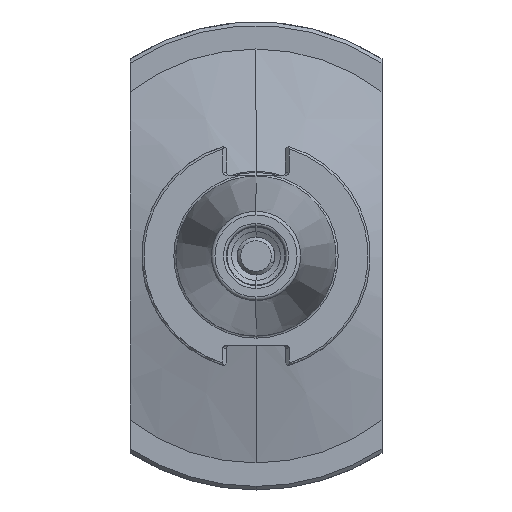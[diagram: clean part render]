
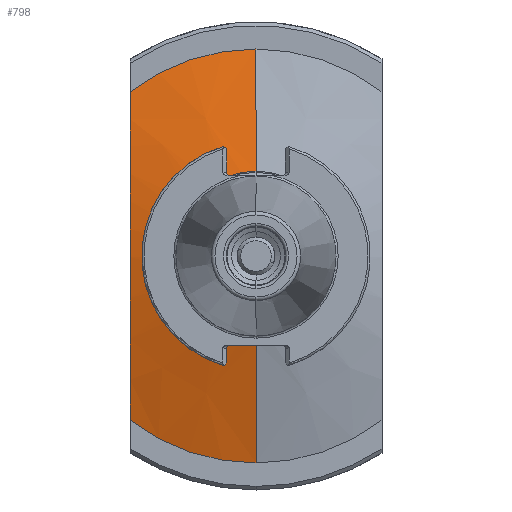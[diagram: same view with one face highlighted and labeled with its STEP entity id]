
A CAD part, left-side view. The second image highlights one B-rep face of the part: STEP entity #798.
In plain terms, the highlighted conical face has half-angle 75 degrees and reference radius 57.5 mm.
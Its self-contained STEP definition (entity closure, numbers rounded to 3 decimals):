
#313 = LINE ( 'NONE', #20487, #957 ) ;
#376 = CARTESIAN_POINT ( 'NONE',  ( 44.1, 0., -57.5 ) ) ;
#798 = ADVANCED_FACE ( 'NONE', ( #13740 ), #13098, .T. ) ;
#957 = VECTOR ( 'NONE', #14191, 1000. ) ;
#1135 = AXIS2_PLACEMENT_3D ( 'NONE', #20872, #20777, #20688 ) ;
#1272 = CARTESIAN_POINT ( 'NONE',  ( 39.62, 35., 20.993 ) ) ;
#1372 = CARTESIAN_POINT ( 'NONE',  ( 41.125, 35., -30.576 ) ) ;
#1956 = CIRCLE ( 'NONE', #24417, 57.5 ) ;
#2647 = CIRCLE ( 'NONE', #24784, 57.5 ) ;
#2962 = CARTESIAN_POINT ( 'NONE',  ( 35., 0., -23.538 ) ) ;
#3334 = EDGE_CURVE ( 'NONE', #3507, #12221, #25734, .T. ) ;
#3362 = CARTESIAN_POINT ( 'NONE',  ( 39.024, 35., 16.193 ) ) ;
#3442 = CARTESIAN_POINT ( 'NONE',  ( 43.302, 35., -41.865 ) ) ;
#3507 = VERTEX_POINT ( 'NONE', #2962 ) ;
#3803 = CARTESIAN_POINT ( 'NONE',  ( 44.1, 35., 45.621 ) ) ;
#4470 = VERTEX_POINT ( 'NONE', #19191 ) ;
#4899 = EDGE_CURVE ( 'NONE', #12221, #23767, #313, .T. ) ;
#5359 = CARTESIAN_POINT ( 'NONE',  ( 43.3, 35., 41.858 ) ) ;
#5443 = CARTESIAN_POINT ( 'NONE',  ( 38.723, 35., 13.3 ) ) ;
#6656 = CARTESIAN_POINT ( 'NONE',  ( 35., 0., 23.538 ) ) ;
#7419 = ORIENTED_EDGE ( 'NONE', *, *, #18954, .T. ) ;
#7452 = CARTESIAN_POINT ( 'NONE',  ( 44.1, 35., 45.621 ) ) ;
#7468 = EDGE_CURVE ( 'NONE', #20782, #4470, #1956, .T. ) ;
#7557 = CARTESIAN_POINT ( 'NONE',  ( 38.233, 35., 7.496 ) ) ;
#7984 = AXIS2_PLACEMENT_3D ( 'NONE', #20745, #8284, #22818 ) ;
#8284 = DIRECTION ( 'NONE',  ( 1., 0., 0. ) ) ;
#8566 = LINE ( 'NONE', #26225, #18996 ) ;
#8979 = ORIENTED_EDGE ( 'NONE', *, *, #21617, .F. ) ;
#9615 = CARTESIAN_POINT ( 'NONE',  ( 38.077, 35., -4.029 ) ) ;
#10803 = CARTESIAN_POINT ( 'NONE',  ( 44.1, 0., 0. ) ) ;
#10960 = CARTESIAN_POINT ( 'NONE',  ( 44.1, 0., 0. ) ) ;
#11610 = CARTESIAN_POINT ( 'NONE',  ( 42.534, 35., 38.088 ) ) ;
#11701 = CARTESIAN_POINT ( 'NONE',  ( 38.899, 35., -15.456 ) ) ;
#12221 = VERTEX_POINT ( 'NONE', #6656 ) ;
#12910 = DIRECTION ( 'NONE',  ( 0., 0., -1. ) ) ;
#13069 = DIRECTION ( 'NONE',  ( 0., 0., -1. ) ) ;
#13098 = CONICAL_SURFACE ( 'NONE', #1135, 57.5, 1.309 ) ;
#13157 = ORIENTED_EDGE ( 'NONE', *, *, #14857, .F. ) ;
#13717 = CARTESIAN_POINT ( 'NONE',  ( 40.461, 35., 26.722 ) ) ;
#13740 = FACE_OUTER_BOUND ( 'NONE', #22793, .T. ) ;
#13805 = CARTESIAN_POINT ( 'NONE',  ( 40.475, 35., -26.805 ) ) ;
#14191 = DIRECTION ( 'NONE',  ( 0.259, 0., 0.966 ) ) ;
#14857 = EDGE_CURVE ( 'NONE', #16218, #23767, #2647, .T. ) ;
#15800 = CARTESIAN_POINT ( 'NONE',  ( 39.364, 35., 19.077 ) ) ;
#15888 = CARTESIAN_POINT ( 'NONE',  ( 42.538, 35., -38.106 ) ) ;
#16136 = ORIENTED_EDGE ( 'NONE', *, *, #7468, .F. ) ;
#16218 = VERTEX_POINT ( 'NONE', #3803 ) ;
#17925 = CARTESIAN_POINT ( 'NONE',  ( 38.918, 35., 15.23 ) ) ;
#18019 = CARTESIAN_POINT ( 'NONE',  ( 44.1, 35., -45.621 ) ) ;
#18954 = EDGE_CURVE ( 'NONE', #16218, #4470, #23339, .T. ) ;
#18996 = VECTOR ( 'NONE', #22046, 1000. ) ;
#19191 = CARTESIAN_POINT ( 'NONE',  ( 44.1, 35., -45.621 ) ) ;
#20010 = CARTESIAN_POINT ( 'NONE',  ( 38.633, 35., 12.332 ) ) ;
#20487 = CARTESIAN_POINT ( 'NONE',  ( 44.1, 0., 57.5 ) ) ;
#20688 = DIRECTION ( 'NONE',  ( 0., 0., -1. ) ) ;
#20745 = CARTESIAN_POINT ( 'NONE',  ( 35., 0., 0. ) ) ;
#20777 = DIRECTION ( 'NONE',  ( 1., 0., 0. ) ) ;
#20782 = VERTEX_POINT ( 'NONE', #376 ) ;
#20872 = CARTESIAN_POINT ( 'NONE',  ( 44.1, 0., 0. ) ) ;
#21617 = EDGE_CURVE ( 'NONE', #3507, #20782, #8566, .T. ) ;
#21825 = ORIENTED_EDGE ( 'NONE', *, *, #3334, .T. ) ;
#22046 = DIRECTION ( 'NONE',  ( 0.259, 0., -0.966 ) ) ;
#22088 = CARTESIAN_POINT ( 'NONE',  ( 38.066, 35., 3.643 ) ) ;
#22793 = EDGE_LOOP ( 'NONE', ( #21825, #23174, #13157, #7419, #16136, #8979 ) ) ;
#22818 = DIRECTION ( 'NONE',  ( 0., 0., -1. ) ) ;
#23174 = ORIENTED_EDGE ( 'NONE', *, *, #4899, .T. ) ;
#23339 = B_SPLINE_CURVE_WITH_KNOTS ( 'NONE', 3,
 ( #7452, #5359, #11610, #26192, #13717, #1272, #15800, #3362, #17925, #5443, #20010, #7557, #22088, #9615, #24177, #11701, #26277, #13805, #1372, #15888, #3442, #18019 ),
 .UNSPECIFIED., .F., .F.,
 ( 4, 2, 2, 2, 2, 2, 2, 2, 2, 2, 4 ),
 ( 0.177, 0.189, 0.2, 0.206, 0.209, 0.212, 0.224, 0.235, 0.247, 0.258, 0.27 ),
 .UNSPECIFIED. ) ;
#23767 = VERTEX_POINT ( 'NONE', #26813 ) ;
#24177 = CARTESIAN_POINT ( 'NONE',  ( 38.255, 35., -7.848 ) ) ;
#24417 = AXIS2_PLACEMENT_3D ( 'NONE', #10960, #25529, #13069 ) ;
#24784 = AXIS2_PLACEMENT_3D ( 'NONE', #10803, #25356, #12910 ) ;
#25356 = DIRECTION ( 'NONE',  ( 1., 0., 0. ) ) ;
#25529 = DIRECTION ( 'NONE',  ( 1., 0., 0. ) ) ;
#25734 = CIRCLE ( 'NONE', #7984, 23.538 ) ;
#26192 = CARTESIAN_POINT ( 'NONE',  ( 41.115, 35., 30.52 ) ) ;
#26225 = CARTESIAN_POINT ( 'NONE',  ( 44.1, 0., -57.5 ) ) ;
#26277 = CARTESIAN_POINT ( 'NONE',  ( 39.362, 35., -19.245 ) ) ;
#26813 = CARTESIAN_POINT ( 'NONE',  ( 44.1, 0., 57.5 ) ) ;
